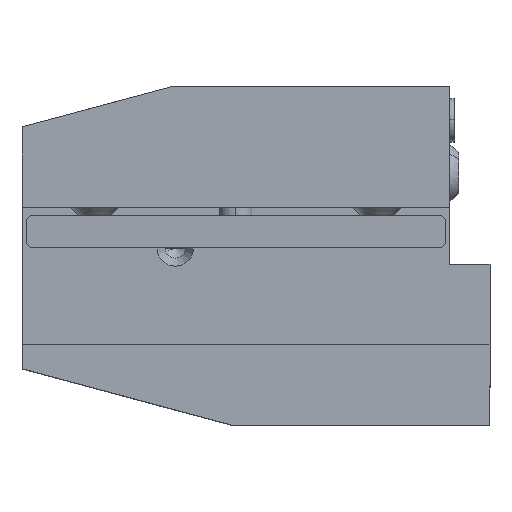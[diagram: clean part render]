
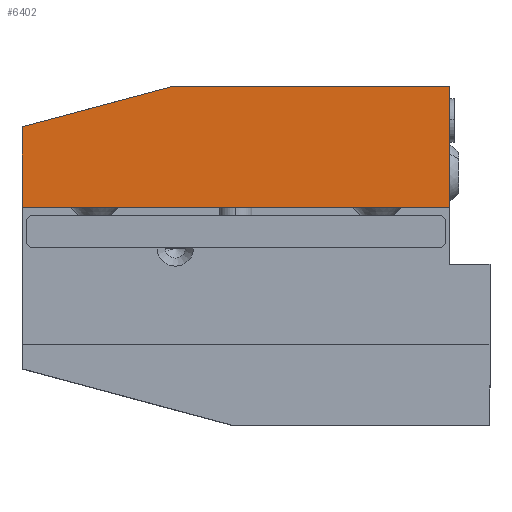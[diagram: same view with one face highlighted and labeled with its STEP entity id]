
A CAD part, top view. The second image highlights one B-rep face of the part: STEP entity #6402.
In plain terms, the highlighted planar face has unit normal (0, 0, 1).
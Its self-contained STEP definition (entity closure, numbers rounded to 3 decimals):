
#180 = LINE ( 'NONE', #4815, #1830 ) ;
#323 = CARTESIAN_POINT ( 'NONE',  ( -57.049, 6.729, 55.462 ) ) ;
#400 = CARTESIAN_POINT ( 'NONE',  ( -4.049, 11.729, 55.462 ) ) ;
#554 = VERTEX_POINT ( 'NONE', #1167 ) ;
#603 = DIRECTION ( 'NONE',  ( -1., 0., 0. ) ) ;
#617 = EDGE_CURVE ( 'NONE', #1457, #2306, #3570, .T. ) ;
#644 = ORIENTED_EDGE ( 'NONE', *, *, #7313, .T. ) ;
#1092 = CARTESIAN_POINT ( 'NONE',  ( -57.049, 11.729, 55.462 ) ) ;
#1141 = DIRECTION ( 'NONE',  ( 0., -1., 0. ) ) ;
#1167 = CARTESIAN_POINT ( 'NONE',  ( -57.049, -3.271, 55.462 ) ) ;
#1204 = LINE ( 'NONE', #8373, #3073 ) ;
#1336 = DIRECTION ( 'NONE',  ( 0., 0., 1. ) ) ;
#1457 = VERTEX_POINT ( 'NONE', #3745 ) ;
#1575 = EDGE_CURVE ( 'NONE', #1628, #554, #6824, .T. ) ;
#1628 = VERTEX_POINT ( 'NONE', #323 ) ;
#1707 = VECTOR ( 'NONE', #1141, 1000. ) ;
#1830 = VECTOR ( 'NONE', #603, 1000. ) ;
#2306 = VERTEX_POINT ( 'NONE', #2549 ) ;
#2549 = CARTESIAN_POINT ( 'NONE',  ( -4.049, -3.271, 55.462 ) ) ;
#2946 = ORIENTED_EDGE ( 'NONE', *, *, #4691, .F. ) ;
#3073 = VECTOR ( 'NONE', #7727, 1000. ) ;
#3094 = CARTESIAN_POINT ( 'NONE',  ( 0.951, -3.271, 55.462 ) ) ;
#3252 = AXIS2_PLACEMENT_3D ( 'NONE', #6925, #1336, #5438 ) ;
#3385 = ORIENTED_EDGE ( 'NONE', *, *, #1575, .T. ) ;
#3525 = VERTEX_POINT ( 'NONE', #8644 ) ;
#3570 = LINE ( 'NONE', #400, #1707 ) ;
#3745 = CARTESIAN_POINT ( 'NONE',  ( -4.049, 11.729, 55.462 ) ) ;
#4074 = EDGE_LOOP ( 'NONE', ( #4637, #644, #2946, #3385, #6880 ) ) ;
#4535 = DIRECTION ( 'NONE',  ( 0., -1., 0. ) ) ;
#4594 = FACE_OUTER_BOUND ( 'NONE', #4074, .T. ) ;
#4637 = ORIENTED_EDGE ( 'NONE', *, *, #617, .F. ) ;
#4691 = EDGE_CURVE ( 'NONE', #1628, #3525, #1204, .T. ) ;
#4815 = CARTESIAN_POINT ( 'NONE',  ( -57.049, 11.729, 55.462 ) ) ;
#4992 = VECTOR ( 'NONE', #4535, 1000. ) ;
#5205 = VECTOR ( 'NONE', #7983, 1000. ) ;
#5438 = DIRECTION ( 'NONE',  ( 1., 0., 0. ) ) ;
#5554 = PLANE ( 'NONE',  #3252 ) ;
#6402 = ADVANCED_FACE ( 'NONE', ( #4594 ), #5554, .T. ) ;
#6824 = LINE ( 'NONE', #1092, #4992 ) ;
#6880 = ORIENTED_EDGE ( 'NONE', *, *, #8908, .F. ) ;
#6925 = CARTESIAN_POINT ( 'NONE',  ( -57.049, -30.271, 55.462 ) ) ;
#7047 = LINE ( 'NONE', #3094, #5205 ) ;
#7313 = EDGE_CURVE ( 'NONE', #1457, #3525, #180, .T. ) ;
#7727 = DIRECTION ( 'NONE',  ( 0.966, 0.259, 0. ) ) ;
#7983 = DIRECTION ( 'NONE',  ( -1., 0., 0. ) ) ;
#8373 = CARTESIAN_POINT ( 'NONE',  ( -38.389, 11.729, 55.462 ) ) ;
#8644 = CARTESIAN_POINT ( 'NONE',  ( -38.389, 11.729, 55.462 ) ) ;
#8908 = EDGE_CURVE ( 'NONE', #2306, #554, #7047, .T. ) ;
